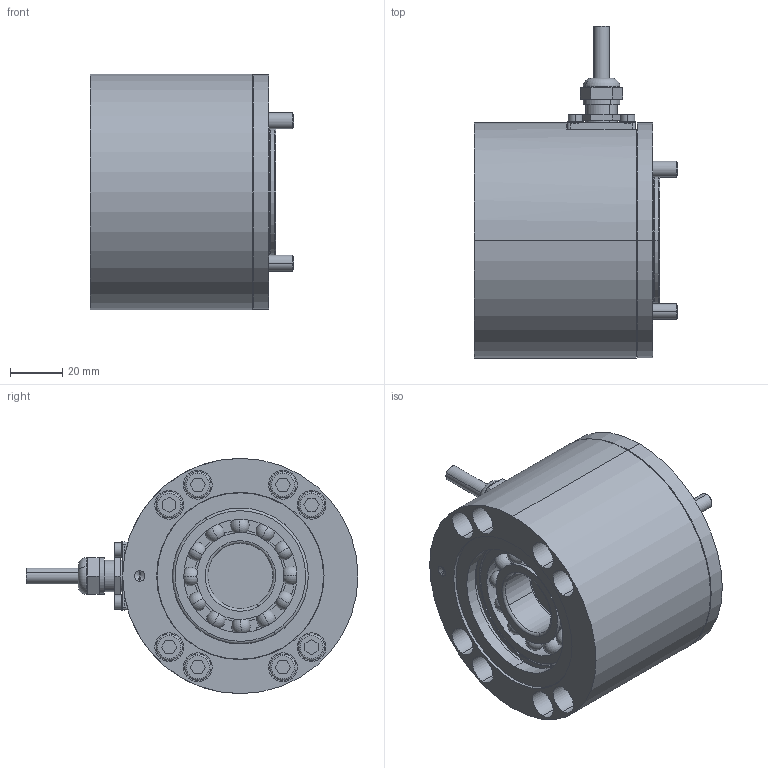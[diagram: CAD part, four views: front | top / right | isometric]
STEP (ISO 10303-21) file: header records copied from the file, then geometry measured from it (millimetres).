
FILE_DESCRIPTION (( 'STEP AP203' ), '1' );
FILE_NAME ('31104626_-.step', '2022-03-07T14:45:42', ( '' ), ( '' ), 'SwSTEP 2.0', 'SolidWorks 2018', '' );
FILE_SCHEMA (( 'CONFIG_CONTROL_DESIGN' ));
Length unit declared in the file: millimetre
Products named in the file (14): 31104626_-; 31104488_01; 31101749_01; Zyl-Schr DIN912_M6x40; 51283_01; Steuerkabel_6x20; Si-Ring DIN472_D52x2; 31104486_stp_nach_Vergueten; 31104502_01; Federringe_DIN127A_M03; PKL_1205_01; 31104484_Stp_01; Zyl-Schr DIN912_M6x30; Zyl-Schr DIN912_M3x6
Assembly tree (25 placements, depth 3):
  31104626_-
    31104484_Stp_01
      31104486_stp_nach_Vergueten
      31104488_01
      31104502_01
      Federringe_DIN127A_M03  x4
      Zyl-Schr DIN912_M3x6  x4
      Zyl-Schr DIN912_M6x30  x4
      Si-Ring DIN472_D52x2
      PKL_1205_01
    Zyl-Schr DIN912_M6x40  x4
    51283_01
    31101749_01
    Steuerkabel_6x20
Bounding box: 78 x 127 x 90 mm (x, y, z)
Volume: 298817.9 mm3; surface area: 121022 mm2
Topology: 49 solids, 49 shells, 608 faces, 1433 edges, 915 vertices
Faces by surface type: cylinder 234, plane 222, torus 52, cone 50, sphere 50
Entity records: 14068 total; most frequent: DIRECTION 2373, CARTESIAN_POINT 2150, ORIENTED_EDGE 1878, AXIS2_PLACEMENT_3D 989, EDGE_CURVE 939, VERTEX_POINT 623, CIRCLE 532, EDGE_LOOP 524
